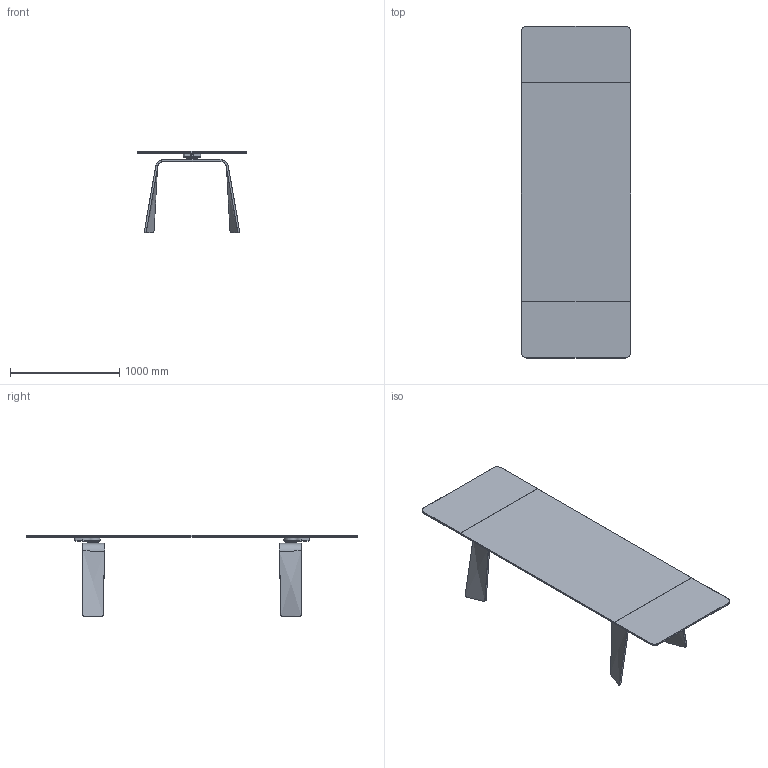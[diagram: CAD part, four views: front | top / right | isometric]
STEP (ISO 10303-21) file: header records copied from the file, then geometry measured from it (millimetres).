
FILE_DESCRIPTION(/* description */ (''),/* implementation_level */ '2;1');
FILE_NAME(/* name */ 'tavolo Pakalè 200x100 aperto DEF - HQ',/* time_stamp */ '2015-03-06T19:18:50+01:00',/* author */ (''),/* organization */ (''),/* preprocessor_version */ 'ST-DEVELOPER v10',/* originating_system */ '',/* authorisation */ '');
FILE_SCHEMA (('CONFIG_CONTROL_DESIGN'));
Length unit declared in the file: millimetre
Products named in the file (1): 1
Bounding box: 1000 x 3040 x 743.62 mm (x, y, z)
Volume: 59929386.1 mm3; surface area: 8242562.5 mm2
Topology: 7 solids, 30 shells, 885 faces, 2713 edges, 1396 vertices
Faces by surface type: bspline 686, plane 199
Entity records: 40727 total; most frequent: CARTESIAN_POINT 27114, ORIENTED_EDGE 4330, EDGE_CURVE 2564, B_SPLINE_CURVE_WITH_KNOTS 1626, VERTEX_POINT 1338, EDGE_LOOP 892, ADVANCED_FACE 876, FACE_OUTER_BOUND 876
